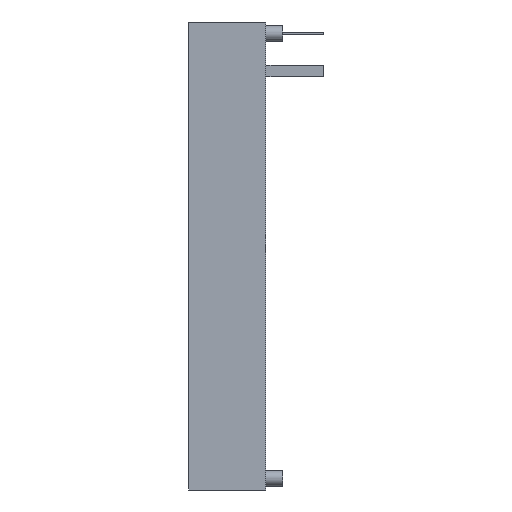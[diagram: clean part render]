
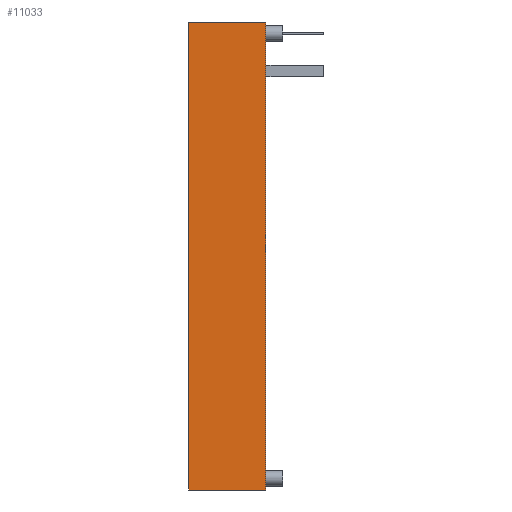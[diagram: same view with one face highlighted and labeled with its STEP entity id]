
A CAD part, left-side view. The second image highlights one B-rep face of the part: STEP entity #11033.
In plain terms, the highlighted planar face has unit normal (-1, 0, 0).
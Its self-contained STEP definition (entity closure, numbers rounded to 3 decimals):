
#71 = EDGE_LOOP ( 'NONE', ( #3966, #13795, #4778, #1420 ) ) ;
#113 = DIRECTION ( 'NONE',  ( 0., 0., 1. ) ) ;
#642 = VECTOR ( 'NONE', #12481, 1000. ) ;
#1037 = EDGE_CURVE ( 'NONE', #11762, #5363, #11229, .T. ) ;
#1091 = VERTEX_POINT ( 'NONE', #1430 ) ;
#1420 = ORIENTED_EDGE ( 'NONE', *, *, #1037, .T. ) ;
#1430 = CARTESIAN_POINT ( 'NONE',  ( -20.7, 0., 12.15 ) ) ;
#2736 = CARTESIAN_POINT ( 'NONE',  ( -20.7, 4., 12.15 ) ) ;
#2742 = CARTESIAN_POINT ( 'NONE',  ( -20.7, 0., 12.15 ) ) ;
#3112 = FACE_OUTER_BOUND ( 'NONE', #71, .T. ) ;
#3355 = CARTESIAN_POINT ( 'NONE',  ( -20.7, 4., 12.15 ) ) ;
#3966 = ORIENTED_EDGE ( 'NONE', *, *, #8538, .T. ) ;
#4778 = ORIENTED_EDGE ( 'NONE', *, *, #13829, .F. ) ;
#5113 = CARTESIAN_POINT ( 'NONE',  ( -20.7, 4., -12.15 ) ) ;
#5126 = AXIS2_PLACEMENT_3D ( 'NONE', #2736, #13609, #13519 ) ;
#5363 = VERTEX_POINT ( 'NONE', #11670 ) ;
#6526 = VECTOR ( 'NONE', #113, 1000. ) ;
#6640 = VERTEX_POINT ( 'NONE', #7825 ) ;
#6953 = VECTOR ( 'NONE', #12119, 1000. ) ;
#7491 = LINE ( 'NONE', #2742, #642 ) ;
#7825 = CARTESIAN_POINT ( 'NONE',  ( -20.7, 4., 12.15 ) ) ;
#7839 = EDGE_CURVE ( 'NONE', #6640, #1091, #12736, .T. ) ;
#8538 = EDGE_CURVE ( 'NONE', #5363, #1091, #7491, .T. ) ;
#10938 = CARTESIAN_POINT ( 'NONE',  ( -20.7, 4., -12.15 ) ) ;
#11033 = ADVANCED_FACE ( 'NONE', ( #3112 ), #12380, .F. ) ;
#11193 = DIRECTION ( 'NONE',  ( 0., -1., 0. ) ) ;
#11229 = LINE ( 'NONE', #10938, #6953 ) ;
#11543 = VECTOR ( 'NONE', #11193, 1000. ) ;
#11670 = CARTESIAN_POINT ( 'NONE',  ( -20.7, 0., -12.15 ) ) ;
#11762 = VERTEX_POINT ( 'NONE', #5113 ) ;
#12119 = DIRECTION ( 'NONE',  ( 0., -1., 0. ) ) ;
#12380 = PLANE ( 'NONE',  #5126 ) ;
#12481 = DIRECTION ( 'NONE',  ( 0., 0., 1. ) ) ;
#12736 = LINE ( 'NONE', #13274, #11543 ) ;
#13274 = CARTESIAN_POINT ( 'NONE',  ( -20.7, 4., 12.15 ) ) ;
#13519 = DIRECTION ( 'NONE',  ( 0., 0., -1. ) ) ;
#13609 = DIRECTION ( 'NONE',  ( 1., 0., 0. ) ) ;
#13693 = LINE ( 'NONE', #3355, #6526 ) ;
#13795 = ORIENTED_EDGE ( 'NONE', *, *, #7839, .F. ) ;
#13829 = EDGE_CURVE ( 'NONE', #11762, #6640, #13693, .T. ) ;
